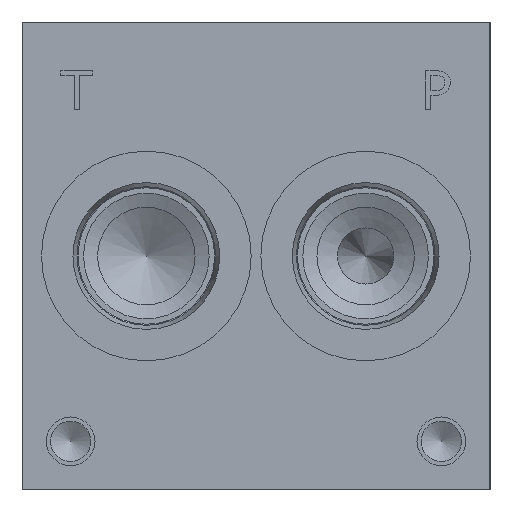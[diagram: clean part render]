
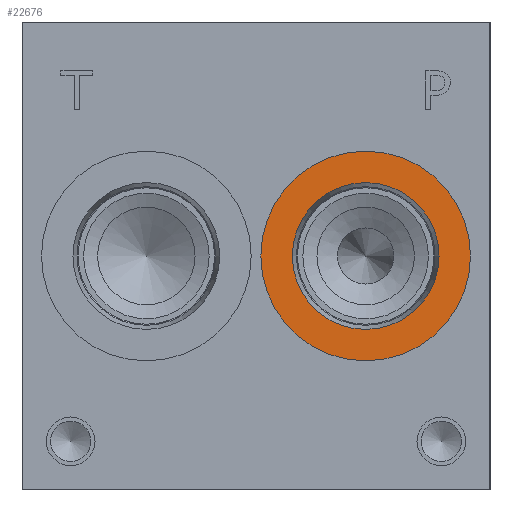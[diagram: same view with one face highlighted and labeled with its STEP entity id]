
A CAD part, left-side view. The second image highlights one B-rep face of the part: STEP entity #22676.
In plain terms, the highlighted planar face has unit normal (-1, 0, 0).
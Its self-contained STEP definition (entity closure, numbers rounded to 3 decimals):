
#1191=CIRCLE('',#24416,17.069);
#1192=CIRCLE('',#24417,17.069);
#1193=CIRCLE('',#24418,11.951);
#1387=FACE_BOUND('',#4795,.T.);
#3425=FACE_OUTER_BOUND('',#4794,.T.);
#4794=EDGE_LOOP('',(#20018,#20019));
#4795=EDGE_LOOP('',(#20020));
#10741=VERTEX_POINT('',#39704);
#10742=VERTEX_POINT('',#39705);
#10743=VERTEX_POINT('',#39708);
#13895=EDGE_CURVE('',#10741,#10742,#1191,.T.);
#13896=EDGE_CURVE('',#10742,#10741,#1192,.T.);
#13897=EDGE_CURVE('',#10743,#10743,#1193,.T.);
#20018=ORIENTED_EDGE('',*,*,#13895,.T.);
#20019=ORIENTED_EDGE('',*,*,#13896,.T.);
#20020=ORIENTED_EDGE('',*,*,#13897,.F.);
#20800=PLANE('',#24415);
#22676=ADVANCED_FACE('',(#3425,#1387),#20800,.T.);
#24415=AXIS2_PLACEMENT_3D('',#39703,#29680,#29681);
#24416=AXIS2_PLACEMENT_3D('',#39706,#29682,#29683);
#24417=AXIS2_PLACEMENT_3D('',#39707,#29684,#29685);
#24418=AXIS2_PLACEMENT_3D('',#39709,#29686,#29687);
#29680=DIRECTION('center_axis',(-1.,0.,0.));
#29681=DIRECTION('ref_axis',(0.,1.,0.));
#29682=DIRECTION('center_axis',(-1.,0.,0.));
#29683=DIRECTION('ref_axis',(0.,1.,0.));
#29684=DIRECTION('center_axis',(-1.,0.,0.));
#29685=DIRECTION('ref_axis',(0.,1.,0.));
#29686=DIRECTION('center_axis',(-1.,0.,0.));
#29687=DIRECTION('ref_axis',(0.,1.,0.));
#39703=CARTESIAN_POINT('Origin',(0.787,20.244,38.1));
#39704=CARTESIAN_POINT('',(0.787,37.313,38.1));
#39705=CARTESIAN_POINT('',(0.787,3.175,38.1));
#39706=CARTESIAN_POINT('Origin',(0.787,20.244,38.1));
#39707=CARTESIAN_POINT('Origin',(0.787,20.244,38.1));
#39708=CARTESIAN_POINT('',(0.787,8.293,38.1));
#39709=CARTESIAN_POINT('Origin',(0.787,20.244,38.1));
